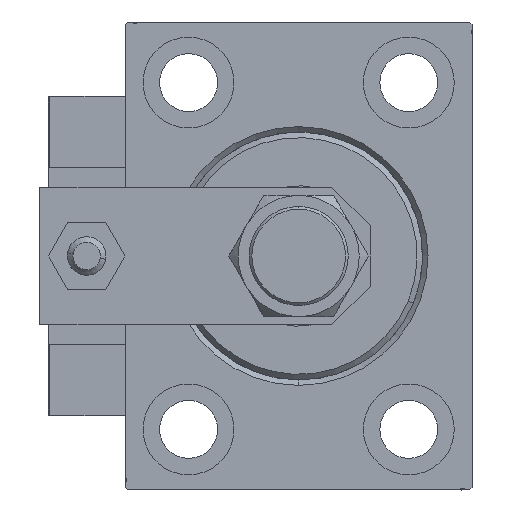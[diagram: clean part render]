
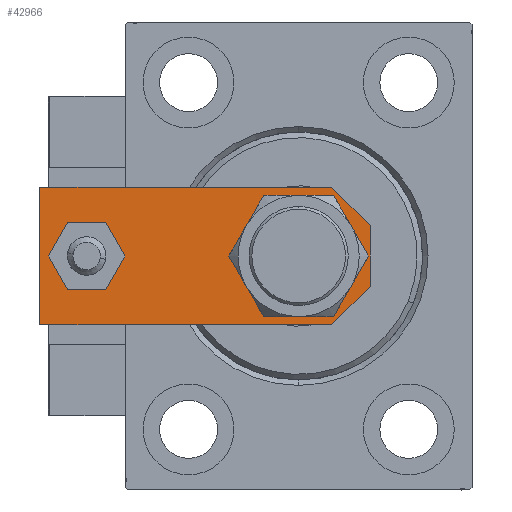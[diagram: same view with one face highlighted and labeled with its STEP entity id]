
A CAD part, left-side view. The second image highlights one B-rep face of the part: STEP entity #42966.
In plain terms, the highlighted face is planar.
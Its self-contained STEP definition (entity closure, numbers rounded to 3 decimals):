
#245 = EDGE_CURVE ( 'NONE', #23504, #36331, #30284, .T. ) ;
#474 = PLANE ( 'NONE',  #32685 ) ;
#2357 = CARTESIAN_POINT ( 'NONE',  ( 0., 13., 6. ) ) ;
#3547 = VERTEX_POINT ( 'NONE', #46211 ) ;
#3637 = FACE_OUTER_BOUND ( 'NONE', #33664, .T. ) ;
#3703 = ORIENTED_EDGE ( 'NONE', *, *, #50443, .T. ) ;
#4716 = CARTESIAN_POINT ( 'NONE',  ( 4., 51.5, 6. ) ) ;
#4797 = LINE ( 'NONE', #27648, #31740 ) ;
#4826 = ORIENTED_EDGE ( 'NONE', *, *, #245, .F. ) ;
#6536 = DIRECTION ( 'NONE',  ( 0., 0., 1. ) ) ;
#6586 = DIRECTION ( 'NONE',  ( 0., 0., 1. ) ) ;
#6864 = CARTESIAN_POINT ( 'NONE',  ( -4., 51.5, 6. ) ) ;
#7336 = EDGE_CURVE ( 'NONE', #14290, #34810, #7808, .T. ) ;
#7808 = CIRCLE ( 'NONE', #12815, 8.25 ) ;
#8325 = CARTESIAN_POINT ( 'NONE',  ( 0., 0., 6. ) ) ;
#8982 = CARTESIAN_POINT ( 'NONE',  ( -8.25, 13., 6. ) ) ;
#10501 = DIRECTION ( 'NONE',  ( 1., 0., 0. ) ) ;
#10905 = LINE ( 'NONE', #49900, #26506 ) ;
#11904 = ORIENTED_EDGE ( 'NONE', *, *, #7336, .F. ) ;
#12815 = AXIS2_PLACEMENT_3D ( 'NONE', #40805, #49654, #20623 ) ;
#13498 = EDGE_LOOP ( 'NONE', ( #11904, #45170 ) ) ;
#13706 = CARTESIAN_POINT ( 'NONE',  ( -5.5, 0., 6. ) ) ;
#13767 = CARTESIAN_POINT ( 'NONE',  ( -12.5, 0., 6. ) ) ;
#14290 = VERTEX_POINT ( 'NONE', #8982 ) ;
#14378 = DIRECTION ( 'NONE',  ( 1., 0., 0. ) ) ;
#15135 = LINE ( 'NONE', #26156, #38939 ) ;
#15258 = ORIENTED_EDGE ( 'NONE', *, *, #43268, .T. ) ;
#15984 = ORIENTED_EDGE ( 'NONE', *, *, #46029, .T. ) ;
#16308 = ORIENTED_EDGE ( 'NONE', *, *, #17227, .F. ) ;
#16426 = FACE_BOUND ( 'NONE', #36960, .T. ) ;
#16543 = CARTESIAN_POINT ( 'NONE',  ( 0., 51.5, 6. ) ) ;
#17227 = EDGE_CURVE ( 'NONE', #36331, #23504, #51589, .T. ) ;
#17523 = VERTEX_POINT ( 'NONE', #20423 ) ;
#20423 = CARTESIAN_POINT ( 'NONE',  ( -12.5, 60., 6. ) ) ;
#20623 = DIRECTION ( 'NONE',  ( 1., 0., 0. ) ) ;
#20626 = CARTESIAN_POINT ( 'NONE',  ( 12.5, 7., 6. ) ) ;
#20666 = LINE ( 'NONE', #48406, #44365 ) ;
#20751 = EDGE_CURVE ( 'NONE', #28050, #39209, #37444, .T. ) ;
#20801 = ORIENTED_EDGE ( 'NONE', *, *, #20751, .T. ) ;
#23504 = VERTEX_POINT ( 'NONE', #4716 ) ;
#23514 = FACE_BOUND ( 'NONE', #13498, .T. ) ;
#23565 = AXIS2_PLACEMENT_3D ( 'NONE', #16543, #25201, #49014 ) ;
#25201 = DIRECTION ( 'NONE',  ( 0., 0., 1. ) ) ;
#25619 = AXIS2_PLACEMENT_3D ( 'NONE', #2357, #6536, #14378 ) ;
#26156 = CARTESIAN_POINT ( 'NONE',  ( 12.5, 60., 6. ) ) ;
#26506 = VECTOR ( 'NONE', #30554, 1000. ) ;
#26563 = AXIS2_PLACEMENT_3D ( 'NONE', #42465, #6586, #10501 ) ;
#27124 = EDGE_CURVE ( 'NONE', #49991, #17523, #15135, .T. ) ;
#27648 = CARTESIAN_POINT ( 'NONE',  ( 12.5, 0., 6. ) ) ;
#28050 = VERTEX_POINT ( 'NONE', #45774 ) ;
#29156 = CARTESIAN_POINT ( 'NONE',  ( 8.25, 13., 6. ) ) ;
#30284 = CIRCLE ( 'NONE', #23565, 4. ) ;
#30554 = DIRECTION ( 'NONE',  ( 0.707, -0.707, 0. ) ) ;
#31740 = VECTOR ( 'NONE', #40939, 1000. ) ;
#31899 = DIRECTION ( 'NONE',  ( 1., 0., 0. ) ) ;
#32685 = AXIS2_PLACEMENT_3D ( 'NONE', #8325, #36361, #31899 ) ;
#33183 = EDGE_CURVE ( 'NONE', #34810, #14290, #48163, .T. ) ;
#33480 = EDGE_CURVE ( 'NONE', #3547, #44634, #10905, .T. ) ;
#33502 = CARTESIAN_POINT ( 'NONE',  ( 2.75, -2.75, 6. ) ) ;
#33664 = EDGE_LOOP ( 'NONE', ( #15984, #40019, #3703, #20801, #15258, #38884 ) ) ;
#33696 = VECTOR ( 'NONE', #42306, 1000. ) ;
#34810 = VERTEX_POINT ( 'NONE', #29156 ) ;
#36331 = VERTEX_POINT ( 'NONE', #6864 ) ;
#36361 = DIRECTION ( 'NONE',  ( 0., 0., 1. ) ) ;
#36663 = DIRECTION ( 'NONE',  ( 0., -1., 0. ) ) ;
#36960 = EDGE_LOOP ( 'NONE', ( #16308, #4826 ) ) ;
#37444 = LINE ( 'NONE', #33502, #48284 ) ;
#38884 = ORIENTED_EDGE ( 'NONE', *, *, #27124, .T. ) ;
#38939 = VECTOR ( 'NONE', #38989, 1000. ) ;
#38989 = DIRECTION ( 'NONE',  ( -1., 0., 0. ) ) ;
#39209 = VERTEX_POINT ( 'NONE', #20626 ) ;
#40019 = ORIENTED_EDGE ( 'NONE', *, *, #33480, .T. ) ;
#40805 = CARTESIAN_POINT ( 'NONE',  ( 0., 13., 6. ) ) ;
#40939 = DIRECTION ( 'NONE',  ( 0., 1., 0. ) ) ;
#41283 = LINE ( 'NONE', #13767, #33696 ) ;
#42306 = DIRECTION ( 'NONE',  ( 1., 0., 0. ) ) ;
#42465 = CARTESIAN_POINT ( 'NONE',  ( 0., 51.5, 6. ) ) ;
#42966 = ADVANCED_FACE ( 'NONE', ( #16426, #3637, #23514 ), #474, .T. ) ;
#43268 = EDGE_CURVE ( 'NONE', #39209, #49991, #4797, .T. ) ;
#44365 = VECTOR ( 'NONE', #36663, 1000. ) ;
#44634 = VERTEX_POINT ( 'NONE', #13706 ) ;
#45060 = CARTESIAN_POINT ( 'NONE',  ( 12.5, 60., 6. ) ) ;
#45170 = ORIENTED_EDGE ( 'NONE', *, *, #33183, .F. ) ;
#45774 = CARTESIAN_POINT ( 'NONE',  ( 5.5, 0., 6. ) ) ;
#46029 = EDGE_CURVE ( 'NONE', #17523, #3547, #20666, .T. ) ;
#46211 = CARTESIAN_POINT ( 'NONE',  ( -12.5, 7., 6. ) ) ;
#48163 = CIRCLE ( 'NONE', #25619, 8.25 ) ;
#48284 = VECTOR ( 'NONE', #49445, 1000. ) ;
#48406 = CARTESIAN_POINT ( 'NONE',  ( -12.5, 60., 6. ) ) ;
#49014 = DIRECTION ( 'NONE',  ( 1., 0., 0. ) ) ;
#49445 = DIRECTION ( 'NONE',  ( 0.707, 0.707, 0. ) ) ;
#49654 = DIRECTION ( 'NONE',  ( 0., 0., 1. ) ) ;
#49900 = CARTESIAN_POINT ( 'NONE',  ( -2.75, -2.75, 6. ) ) ;
#49991 = VERTEX_POINT ( 'NONE', #45060 ) ;
#50443 = EDGE_CURVE ( 'NONE', #44634, #28050, #41283, .T. ) ;
#51589 = CIRCLE ( 'NONE', #26563, 4. ) ;
